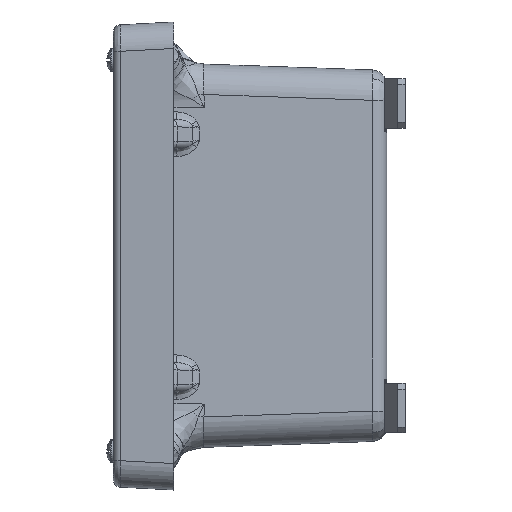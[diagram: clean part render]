
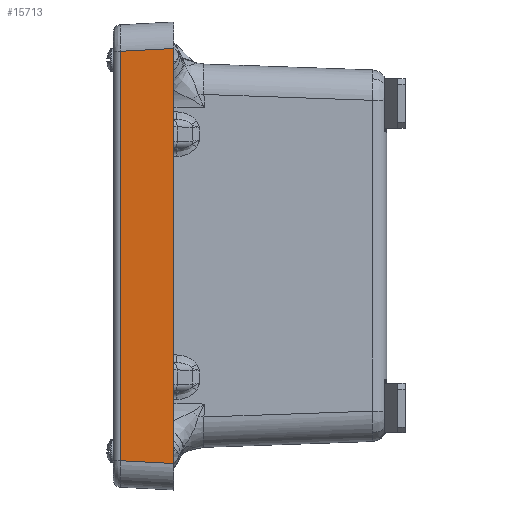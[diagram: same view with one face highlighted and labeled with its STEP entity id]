
A CAD part, left-side view. The second image highlights one B-rep face of the part: STEP entity #15713.
In plain terms, the highlighted planar face has unit normal (-0.999, 0.052, 0).
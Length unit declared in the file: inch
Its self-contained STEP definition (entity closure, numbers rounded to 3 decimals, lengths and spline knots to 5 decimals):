
#1895 = AXIS2_PLACEMENT_3D ( 'NONE', #9577, #13416, #36879 ) ;
#2612 = VERTEX_POINT ( 'NONE', #19045 ) ;
#4471 = ORIENTED_EDGE ( 'NONE', *, *, #26597, .T. ) ;
#5256 = VECTOR ( 'NONE', #6120, 39.37008 ) ;
#5902 = LINE ( 'NONE', #41314, #13845 ) ;
#6120 = DIRECTION ( 'NONE',  ( 0., 0., -1. ) ) ;
#8063 = DIRECTION ( 'NONE',  ( 0., 0., 1. ) ) ;
#9577 = CARTESIAN_POINT ( 'NONE',  ( 0., -1., 0. ) ) ;
#10296 = CARTESIAN_POINT ( 'NONE',  ( -0.00119, -1.02275, -0.43521 ) ) ;
#11149 = CARTESIAN_POINT ( 'NONE',  ( 0.0462, -0.11846, -7.2294 ) ) ;
#12767 = EDGE_CURVE ( 'NONE', #2612, #43334, #39482, .T. ) ;
#13383 = VECTOR ( 'NONE', #27035, 39.37008 ) ;
#13416 = DIRECTION ( 'NONE',  ( -0.999, 0.052, 0. ) ) ;
#13845 = VECTOR ( 'NONE', #15055, 39.37008 ) ;
#14254 = LINE ( 'NONE', #36233, #5256 ) ;
#15055 = DIRECTION ( 'NONE',  ( -0.052, -0.997, -0.052 ) ) ;
#15713 = ADVANCED_FACE ( 'NONE', ( #40135 ), #23369, .T. ) ;
#17427 = CARTESIAN_POINT ( 'NONE',  ( 0., -1., -0.4364 ) ) ;
#19045 = CARTESIAN_POINT ( 'NONE',  ( 0., -1., -7.2756 ) ) ;
#20045 = VERTEX_POINT ( 'NONE', #11149 ) ;
#20130 = VERTEX_POINT ( 'NONE', #29627 ) ;
#23369 = PLANE ( 'NONE',  #1895 ) ;
#23732 = VECTOR ( 'NONE', #8063, 39.37008 ) ;
#26597 = EDGE_CURVE ( 'NONE', #43334, #20130, #31229, .T. ) ;
#27035 = DIRECTION ( 'NONE',  ( 0.052, 0.997, -0.052 ) ) ;
#27363 = ORIENTED_EDGE ( 'NONE', *, *, #12767, .T. ) ;
#27500 = ORIENTED_EDGE ( 'NONE', *, *, #37958, .T. ) ;
#27616 = EDGE_CURVE ( 'NONE', #20045, #2612, #5902, .T. ) ;
#28180 = CARTESIAN_POINT ( 'NONE',  ( 0., -1., 0. ) ) ;
#29627 = CARTESIAN_POINT ( 'NONE',  ( 0.0462, -0.11846, -0.4826 ) ) ;
#31229 = LINE ( 'NONE', #10296, #13383 ) ;
#36233 = CARTESIAN_POINT ( 'NONE',  ( 0.0462, -0.11846, -7.22319 ) ) ;
#36879 = DIRECTION ( 'NONE',  ( -0.052, -0.999, 0. ) ) ;
#37958 = EDGE_CURVE ( 'NONE', #20130, #20045, #14254, .T. ) ;
#38869 = EDGE_LOOP ( 'NONE', ( #4471, #27500, #41876, #27363 ) ) ;
#39482 = LINE ( 'NONE', #28180, #23732 ) ;
#40135 = FACE_OUTER_BOUND ( 'NONE', #38869, .T. ) ;
#41314 = CARTESIAN_POINT ( 'NONE',  ( 0.01987, -0.62079, -7.25573 ) ) ;
#41876 = ORIENTED_EDGE ( 'NONE', *, *, #27616, .T. ) ;
#43334 = VERTEX_POINT ( 'NONE', #17427 ) ;
